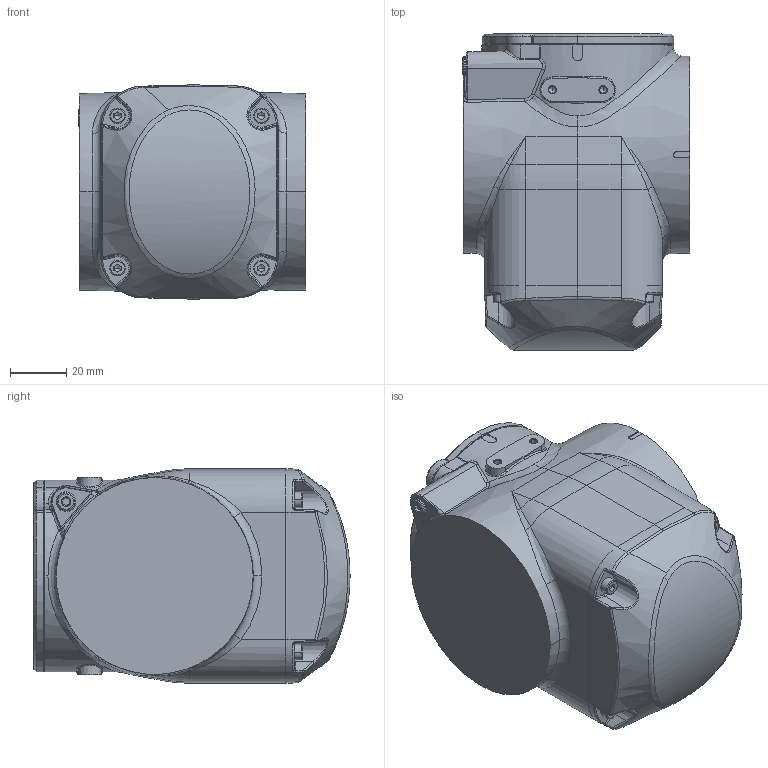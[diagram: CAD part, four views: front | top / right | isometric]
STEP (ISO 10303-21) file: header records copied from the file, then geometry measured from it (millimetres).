
FILE_DESCRIPTION (( 'STEP AP203' ), '1' );
FILE_NAME ('IRB_1010_ELO5_Valor predeterminado_sldprt.STEP', '2025-05-07T14:52:05', ( '' ), ( '' ), 'SwSTEP 2.0', 'SolidWorks 2023', '' );
FILE_SCHEMA (( 'CONFIG_CONTROL_DESIGN' ));
Length unit declared in the file: mil
Products named in the file (1): IRB_1010_ELO5_Valor predeterminado_sldprt
Bounding box: 80.8 x 112.05 x 76 mm (x, y, z)
Volume: 502441.4 mm3; surface area: 43768.3 mm2
Topology: 1 solids, 1 shells, 551 faces, 1305 edges, 778 vertices
Faces by surface type: plane 194, bspline 112, cylinder 104, cone 85, torus 56
Entity records: 24676 total; most frequent: CARTESIAN_POINT 12716, ORIENTED_EDGE 2568, DIRECTION 2346, EDGE_CURVE 1284, AXIS2_PLACEMENT_3D 909, VERTEX_POINT 778, EDGE_LOOP 608, ADVANCED_FACE 551
